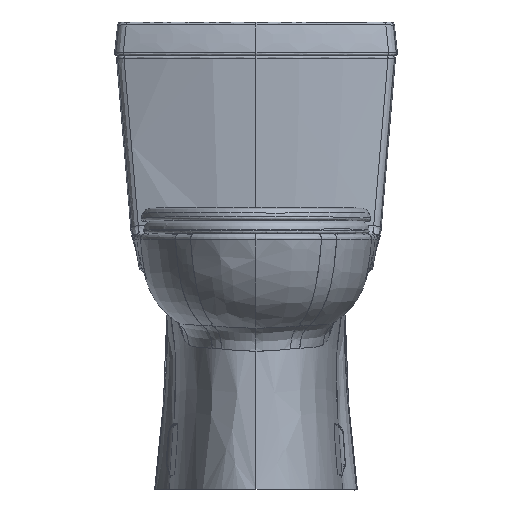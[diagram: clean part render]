
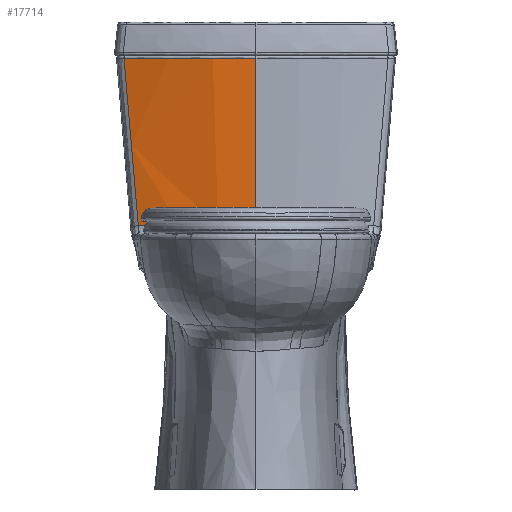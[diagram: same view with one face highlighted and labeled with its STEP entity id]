
A CAD part, top view. The second image highlights one B-rep face of the part: STEP entity #17714.
In plain terms, the highlighted free-form (B-spline) face has degree [3, 3] with [5, 4] control points.
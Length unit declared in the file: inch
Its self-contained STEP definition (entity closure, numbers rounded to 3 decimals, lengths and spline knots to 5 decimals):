
#7934 = CARTESIAN_POINT ( 'NONE',  ( -1.30757, 2.48263, 10.70638 ) ) ;
#12017 = CARTESIAN_POINT ( 'NONE',  ( 0.00003, 2.63117, 0.45729 ) ) ;
#12660 = CARTESIAN_POINT ( 'NONE',  ( -8.08455, 4.00017, 10.76751 ) ) ;
#17714 = ADVANCED_FACE ( 'NONE', ( #42707 ), #175735, .T. ) ;
#21173 = ORIENTED_EDGE ( 'NONE', *, *, #177124, .T. ) ;
#21590 = CARTESIAN_POINT ( 'NONE',  ( -7.71921, 3.92533, 7.04995 ) ) ;
#21700 = ORIENTED_EDGE ( 'NONE', *, *, #88657, .T. ) ;
#21806 = CARTESIAN_POINT ( 'NONE',  ( -7.43284, 3.87443, 3.70209 ) ) ;
#25448 = VERTEX_POINT ( 'NONE', #131116 ) ;
#29341 = CARTESIAN_POINT ( 'NONE',  ( 0.00004, 2.53155, 7.33077 ) ) ;
#32807 = ORIENTED_EDGE ( 'NONE', *, *, #78975, .T. ) ;
#35823 = EDGE_CURVE ( 'NONE', #25448, #147696, #64043, .T. ) ;
#38234 = CARTESIAN_POINT ( 'NONE',  ( -7.57751, 3.90014, 5.39339 ) ) ;
#42707 = FACE_OUTER_BOUND ( 'NONE', #176463, .T. ) ;
#42798 = VERTEX_POINT ( 'NONE', #77505 ) ;
#42800 = CARTESIAN_POINT ( 'NONE',  ( 0.00002, 2.63117, 0.45729 ) ) ;
#44096 = CARTESIAN_POINT ( 'NONE',  ( 0.00004, 2.48174, 10.76751 ) ) ;
#56475 = VERTEX_POINT ( 'NONE', #57922 ) ;
#56940 = CARTESIAN_POINT ( 'NONE',  ( -4.83658, 3.04049, 0.45729 ) ) ;
#57569 = CARTESIAN_POINT ( 'NONE',  ( -7.80799, 3.95316, 7.33077 ) ) ;
#57922 = CARTESIAN_POINT ( 'NONE',  ( 0., 2.63027, 0.51923 ) ) ;
#61350 = B_SPLINE_CURVE_WITH_KNOTS ( 'NONE', 3,
 ( #109719, #21806, #139889, #183048 ),
 .UNSPECIFIED., .F., .F.,
 ( 4, 4 ),
 ( 0., 1. ),
 .UNSPECIFIED. ) ;
#64043 = B_SPLINE_CURVE_WITH_KNOTS ( 'NONE', 3,
 ( #156245, #7934, #68184, #127969, #154972 ),
 .UNSPECIFIED., .F., .F.,
 ( 4, 1, 4 ),
 ( 0., 0.5, 1. ),
 .UNSPECIFIED. ) ;
#68184 = CARTESIAN_POINT ( 'NONE',  ( -3.95371, 2.72094, 10.70635 ) ) ;
#76597 = CARTESIAN_POINT ( 'NONE',  ( -2.28775, 2.71916, 0.51916 ) ) ;
#77240 = CARTESIAN_POINT ( 'NONE',  ( -8.03143, 3.9813, 10.70623 ) ) ;
#77505 = CARTESIAN_POINT ( 'NONE',  ( -7.15986, 3.82634, 0.51842 ) ) ;
#78975 = EDGE_CURVE ( 'NONE', #147696, #146610, #119722, .T. ) ;
#85166 = CARTESIAN_POINT ( 'NONE',  ( -2.51046, 2.58136, 3.89403 ) ) ;
#85359 = LINE ( 'NONE', #153766, #96769 ) ;
#86429 = CARTESIAN_POINT ( 'NONE',  ( 0.00003, 2.58136, 3.89403 ) ) ;
#87041 = CARTESIAN_POINT ( 'NONE',  ( -7.25487, 3.85913, 0.45729 ) ) ;
#88657 = EDGE_CURVE ( 'NONE', #146610, #42798, #61350, .T. ) ;
#96769 = VECTOR ( 'NONE', #98449, 39.37008 ) ;
#98449 = DIRECTION ( 'NONE',  ( 0., -0.014, 1. ) ) ;
#99497 = CARTESIAN_POINT ( 'NONE',  ( -7.57751, 3.90014, 5.39339 ) ) ;
#101195 = CARTESIAN_POINT ( 'NONE',  ( -5.3897, 2.98789, 10.76751 ) ) ;
#101840 = CARTESIAN_POINT ( 'NONE',  ( 0.00002, 2.58136, 3.89403 ) ) ;
#104319 = CARTESIAN_POINT ( 'NONE',  ( -7.15986, 3.82634, 0.51842 ) ) ;
#106859 = CARTESIAN_POINT ( 'NONE',  ( -1.12739, 2.63027, 0.51923 ) ) ;
#106943 = CARTESIAN_POINT ( 'NONE',  ( -8.03143, 3.9813, 10.70623 ) ) ;
#109719 = CARTESIAN_POINT ( 'NONE',  ( -7.57751, 3.90014, 5.39339 ) ) ;
#114759 = CARTESIAN_POINT ( 'NONE',  ( -5.20532, 3.00542, 7.33077 ) ) ;
#116016 = CARTESIAN_POINT ( 'NONE',  ( -2.60265, 2.53155, 7.33077 ) ) ;
#116634 = CARTESIAN_POINT ( 'NONE',  ( -2.41828, 2.63117, 0.45729 ) ) ;
#119722 = B_SPLINE_CURVE_WITH_KNOTS ( 'NONE', 3,
 ( #106943, #155132, #21590, #38234 ),
 .UNSPECIFIED., .F., .F.,
 ( 4, 4 ),
 ( 0., 1. ),
 .UNSPECIFIED. ) ;
#127969 = CARTESIAN_POINT ( 'NONE',  ( -6.66185, 3.47017, 10.70628 ) ) ;
#131116 = CARTESIAN_POINT ( 'NONE',  ( 0., 2.48263, 10.70638 ) ) ;
#135138 = CARTESIAN_POINT ( 'NONE',  ( -5.90064, 3.40563, 0.51869 ) ) ;
#138357 = ORIENTED_EDGE ( 'NONE', *, *, #147849, .T. ) ;
#139889 = CARTESIAN_POINT ( 'NONE',  ( -7.29363, 3.84983, 2.0771 ) ) ;
#140448 = ORIENTED_EDGE ( 'NONE', *, *, #35823, .T. ) ;
#145572 = CARTESIAN_POINT ( 'NONE',  ( -2.69484, 2.48174, 10.76751 ) ) ;
#146610 = VERTEX_POINT ( 'NONE', #99497 ) ;
#147696 = VERTEX_POINT ( 'NONE', #77240 ) ;
#147849 = EDGE_CURVE ( 'NONE', #56475, #25448, #85359, .T. ) ;
#148494 = B_SPLINE_CURVE_WITH_KNOTS ( 'NONE', 3,
 ( #104319, #135138, #165984, #76597, #106859, #149961 ),
 .UNSPECIFIED., .F., .F.,
 ( 4, 2, 4 ),
 ( 0., 0.5, 1. ),
 .UNSPECIFIED. ) ;
#149961 = CARTESIAN_POINT ( 'NONE',  ( 0., 2.63027, 0.51923 ) ) ;
#153766 = CARTESIAN_POINT ( 'NONE',  ( 0., 2.55646, 5.6124 ) ) ;
#154972 = CARTESIAN_POINT ( 'NONE',  ( -8.03143, 3.9813, 10.70623 ) ) ;
#155132 = CARTESIAN_POINT ( 'NONE',  ( -7.87048, 3.95236, 8.8209 ) ) ;
#156245 = CARTESIAN_POINT ( 'NONE',  ( 0., 2.48263, 10.70638 ) ) ;
#165984 = CARTESIAN_POINT ( 'NONE',  ( -4.67437, 3.10684, 0.51889 ) ) ;
#173276 = CARTESIAN_POINT ( 'NONE',  ( 0.00002, 2.48174, 10.76751 ) ) ;
#173888 = CARTESIAN_POINT ( 'NONE',  ( -5.02095, 3.02295, 3.89403 ) ) ;
#175735 = B_SPLINE_SURFACE_WITH_KNOTS ( 'NONE', 3, 3, ( 
 ( #44096, #29341, #86429, #12017 ),
 ( #173276, #189955, #101840, #42800 ),
 ( #145572, #116016, #85166, #116634 ),
 ( #101195, #114759, #173888, #56940 ),
 ( #12660, #57569, #188040, #87041 ) ),
 .UNSPECIFIED., .F., .F., .F.,
 ( 4, 1, 4 ),
 ( 4, 4 ),
 ( 0., 0., 0.96098 ),
 ( 0.00908, 0.95792 ),
 .UNSPECIFIED. ) ;
#176463 = EDGE_LOOP ( 'NONE', ( #32807, #21700, #21173, #138357, #140448 ) ) ;
#177124 = EDGE_CURVE ( 'NONE', #42798, #56475, #148494, .T. ) ;
#183048 = CARTESIAN_POINT ( 'NONE',  ( -7.15986, 3.82634, 0.51842 ) ) ;
#188040 = CARTESIAN_POINT ( 'NONE',  ( -7.53143, 3.90614, 3.89403 ) ) ;
#189955 = CARTESIAN_POINT ( 'NONE',  ( 0.00002, 2.53155, 7.33077 ) ) ;
